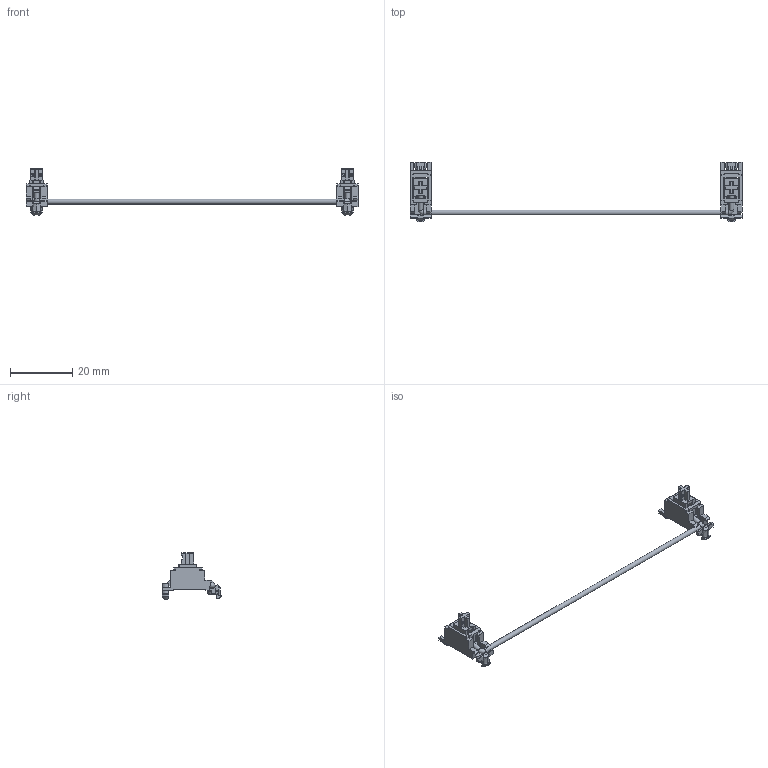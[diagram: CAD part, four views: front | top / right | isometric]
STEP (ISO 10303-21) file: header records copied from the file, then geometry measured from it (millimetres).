
FILE_DESCRIPTION(/* description */ ('STEP AP242','CAx-IF Rec.Pracs.---Representation and Presentation of Product Manufacturing Information (PMI)---4.0---2014-10-13','CAx-IF Rec.Pracs.---3D Tessellated Geometry---0.4---2014-09-14','2;1'),/* implementation_level */ '2;1');
FILE_NAME(/* name */ '61afa63987171b7f3f899593',/* time_stamp */ '2021-12-07T18:21:46+00:00',/* author */ (''),/* organization */ (''),/* preprocessor_version */ 'ST-DEVELOPER v18.1',/* originating_system */ ' ',/* authorisation */ ' ');
FILE_SCHEMA (('AP242_MANAGED_MODEL_BASED_3D_ENGINEERING_MIM_LF { 1 0 10303 442 1 1 4 }'));
Length unit declared in the file: metre
Products named in the file (4): 6.25U Stabalizer; mx Stabilizer base 16828; mx Stabilizer key 16828; metal stick 6.25U
Assembly tree (5 placements, depth 2):
  6.25U Stabalizer
    mx Stabilizer base 16828  x2
    mx Stabilizer key 16828  x2
    metal stick 6.25U
Bounding box: 106.8 x 19.2 x 14.96 mm (x, y, z)
Volume: 1088 mm3; surface area: 2780.5 mm2
Topology: 5 solids, 5 shells, 911 faces, 2423 edges, 1464 vertices
Faces by surface type: plane 386, cylinder 333, torus 72, bspline 60, sphere 50, cone 10
Full cylindrical faces by diameter (mm): 1.6 x3, 1.7 x2
Entity records: 14654 total; most frequent: CARTESIAN_POINT 3471, ORIENTED_EDGE 2364, DIRECTION 2260, EDGE_CURVE 1182, AXIS2_PLACEMENT_3D 784, VERTEX_POINT 735, LINE 692, VECTOR 692
